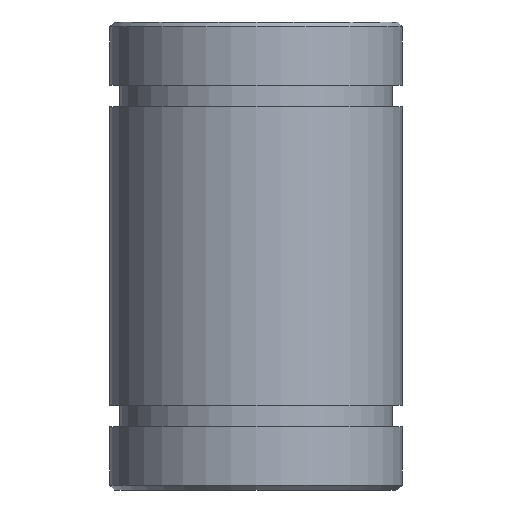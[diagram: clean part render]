
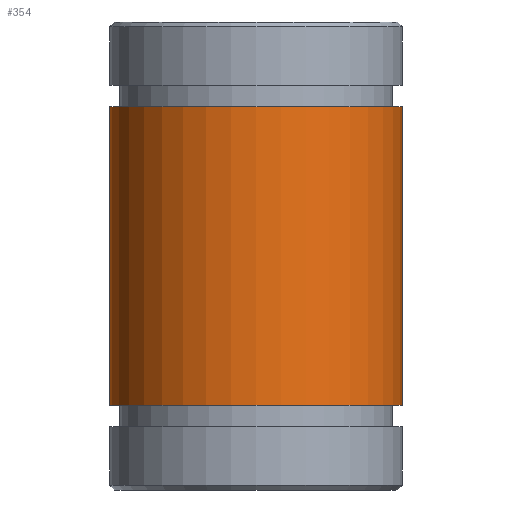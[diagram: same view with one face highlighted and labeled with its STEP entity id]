
A CAD part, front view. The second image highlights one B-rep face of the part: STEP entity #354.
In plain terms, the highlighted cylindrical face has radius 7.5 mm (diameter 15 mm), a full revolution.
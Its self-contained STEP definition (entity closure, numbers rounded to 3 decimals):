
#47=LINE('',#619,#61);
#61=VECTOR('',#515,7.5);
#73=CYLINDRICAL_SURFACE('',#415,7.5);
#106=FACE_OUTER_BOUND('',#139,.T.);
#139=EDGE_LOOP('',(#293,#294,#295,#296));
#174=CIRCLE('',#416,7.5);
#175=CIRCLE('',#417,7.5);
#200=VERTEX_POINT('',#616);
#201=VERTEX_POINT('',#618);
#234=EDGE_CURVE('',#200,#200,#174,.F.);
#235=EDGE_CURVE('',#200,#201,#47,.T.);
#236=EDGE_CURVE('',#201,#201,#175,.T.);
#293=ORIENTED_EDGE('',*,*,#234,.T.);
#294=ORIENTED_EDGE('',*,*,#235,.T.);
#295=ORIENTED_EDGE('',*,*,#236,.T.);
#296=ORIENTED_EDGE('',*,*,#235,.F.);
#354=ADVANCED_FACE('',(#106),#73,.T.);
#415=AXIS2_PLACEMENT_3D('',#615,#511,#512);
#416=AXIS2_PLACEMENT_3D('',#617,#513,#514);
#417=AXIS2_PLACEMENT_3D('',#620,#516,#517);
#511=DIRECTION('center_axis',(0.,0.,1.));
#512=DIRECTION('ref_axis',(-1.,0.,0.));
#513=DIRECTION('center_axis',(0.,0.,1.));
#514=DIRECTION('ref_axis',(-1.,0.,0.));
#515=DIRECTION('',(0.,0.,-1.));
#516=DIRECTION('center_axis',(0.,0.,
1.));
#517=DIRECTION('ref_axis',(-1.,0.,0.));
#615=CARTESIAN_POINT('Origin',(0.,0.,0.));
#616=CARTESIAN_POINT('',(7.5,0.,7.65));
#617=CARTESIAN_POINT('Origin',(0.,0.,7.65));
#618=CARTESIAN_POINT('',(7.5,0.,-7.65));
#619=CARTESIAN_POINT('',(7.5,0.,0.));
#620=CARTESIAN_POINT('Origin',(0.,0.,-7.65));
